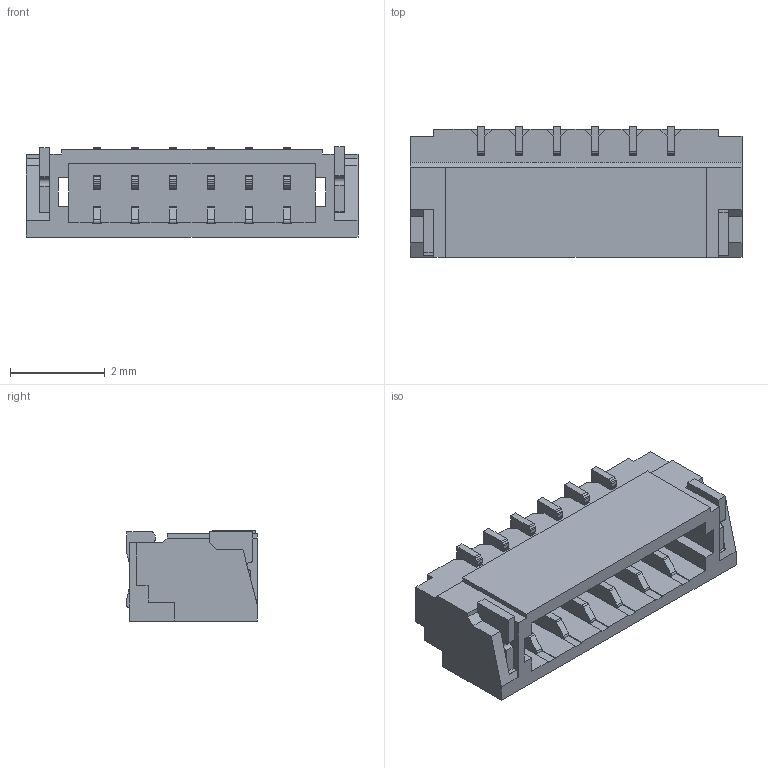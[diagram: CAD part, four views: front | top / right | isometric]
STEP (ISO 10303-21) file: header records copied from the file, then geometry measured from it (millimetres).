
FILE_DESCRIPTION(/* description */ ('Unknown'),/* implementation_level */ '2;1');
FILE_NAME(/* name */ '689106131822',/* time_stamp */ '2023-06-28T15:10:10+02:00',/* author */ ('Unknown'),/* organization */ ('Unknown'),/* preprocessor_version */ 'ST-DEVELOPER v18.102',/* originating_system */ 'Solid Edge',/* authorisation */ 'Unknown');
FILE_SCHEMA (('AUTOMOTIVE_DESIGN {1 0 10303 214 3 1 1}'));
Length unit declared in the file: millimetre
Products named in the file (4): 6891xx131822; 689106131822; 6891xx131822_Pin; 6891xx131822_Pin2
Assembly tree (9 placements, depth 2):
  6891xx131822
    689106131822
    6891xx131822_Pin  x6
    6891xx131822_Pin2  x2
Bounding box: 7 x 2.75 x 1.9 mm (x, y, z)
Volume: 21.2 mm3; surface area: 149.3 mm2
Topology: 9 solids, 9 shells, 420 faces, 1227 edges, 812 vertices
Faces by surface type: plane 344, cylinder 76
Entity records: 8025 total; most frequent: CARTESIAN_POINT 1425, ORIENTED_EDGE 1422, DIRECTION 1231, EDGE_CURVE 711, LINE 683, VECTOR 683, VERTEX_POINT 468, AXIS2_PLACEMENT_3D 274
